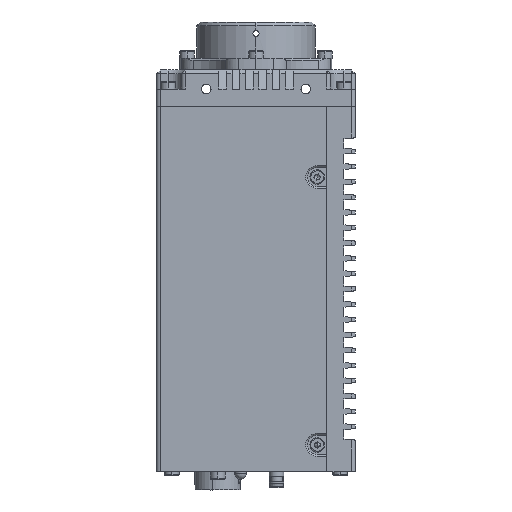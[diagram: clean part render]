
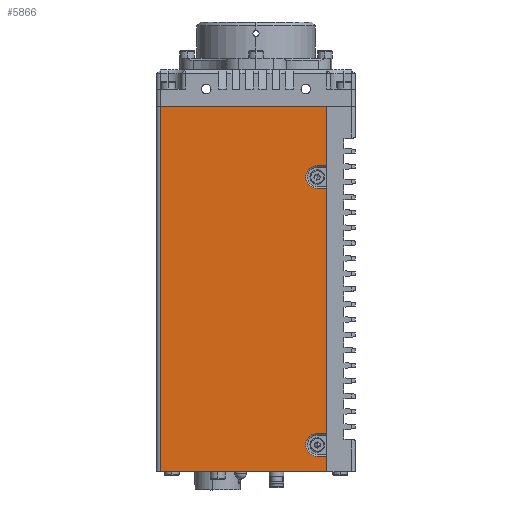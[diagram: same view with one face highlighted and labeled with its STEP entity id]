
A CAD part, left-side view. The second image highlights one B-rep face of the part: STEP entity #5866.
In plain terms, the highlighted planar face has unit normal (-1, 0, 0).
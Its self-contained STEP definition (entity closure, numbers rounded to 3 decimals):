
#417 = VECTOR ( 'NONE', #19117, 1000. ) ;
#463 = VECTOR ( 'NONE', #50345, 1000. ) ;
#1344 = EDGE_LOOP ( 'NONE', ( #1384, #25979, #11370, #25799, #10423, #23753, #40520, #46774, #27975, #40682, #48819, #49262 ) ) ;
#1384 = ORIENTED_EDGE ( 'NONE', *, *, #32652, .F. ) ;
#2991 = CARTESIAN_POINT ( 'NONE',  ( -69.669, -12.329, -28.927 ) ) ;
#4007 = LINE ( 'NONE', #12210, #39753 ) ;
#4049 = DIRECTION ( 'NONE',  ( -1., 0., 0. ) ) ;
#4396 = CARTESIAN_POINT ( 'NONE',  ( -69.669, 31.171, 66.573 ) ) ;
#5399 = EDGE_CURVE ( 'NONE', #28807, #43889, #46246, .T. ) ;
#5866 = ADVANCED_FACE ( 'NONE', ( #45829 ), #29895, .F. ) ;
#6030 = CARTESIAN_POINT ( 'NONE',  ( -69.669, -12.329, -28.927 ) ) ;
#6090 = DIRECTION ( 'NONE',  ( 0., -1., 0. ) ) ;
#6191 = VECTOR ( 'NONE', #22870, 1000. ) ;
#6724 = AXIS2_PLACEMENT_3D ( 'NONE', #34855, #4049, #19190 ) ;
#7375 = CARTESIAN_POINT ( 'NONE',  ( -69.669, -12.329, 51.073 ) ) ;
#7967 = VERTEX_POINT ( 'NONE', #28532 ) ;
#8883 = CARTESIAN_POINT ( 'NONE',  ( -69.669, -12.329, -18.927 ) ) ;
#8973 = DIRECTION ( 'NONE',  ( 0., 1., 0. ) ) ;
#9795 = EDGE_CURVE ( 'NONE', #15932, #50050, #42011, .T. ) ;
#10056 = EDGE_CURVE ( 'NONE', #7967, #37879, #14904, .T. ) ;
#10423 = ORIENTED_EDGE ( 'NONE', *, *, #43703, .F. ) ;
#11074 = AXIS2_PLACEMENT_3D ( 'NONE', #14495, #22455, #26044 ) ;
#11267 = CARTESIAN_POINT ( 'NONE',  ( -69.669, -12.329, 66.573 ) ) ;
#11370 = ORIENTED_EDGE ( 'NONE', *, *, #32915, .F. ) ;
#11452 = EDGE_CURVE ( 'NONE', #44024, #23603, #4007, .T. ) ;
#12210 = CARTESIAN_POINT ( 'NONE',  ( -69.669, -9.829, -18.927 ) ) ;
#13824 = CARTESIAN_POINT ( 'NONE',  ( -69.669, -12.329, -28.927 ) ) ;
#13915 = VECTOR ( 'NONE', #21565, 1000. ) ;
#14495 = CARTESIAN_POINT ( 'NONE',  ( -69.669, -9.829, -21.927 ) ) ;
#14904 = LINE ( 'NONE', #26694, #6191 ) ;
#15932 = VERTEX_POINT ( 'NONE', #48362 ) ;
#16953 = CARTESIAN_POINT ( 'NONE',  ( -69.669, -9.829, 51.073 ) ) ;
#17409 = VERTEX_POINT ( 'NONE', #4396 ) ;
#17467 = CARTESIAN_POINT ( 'NONE',  ( -69.669, -9.829, 51.073 ) ) ;
#18249 = VECTOR ( 'NONE', #8973, 1000. ) ;
#18651 = DIRECTION ( 'NONE',  ( 0., 0., -1. ) ) ;
#19002 = LINE ( 'NONE', #34642, #463 ) ;
#19117 = DIRECTION ( 'NONE',  ( 0., 1., 0. ) ) ;
#19190 = DIRECTION ( 'NONE',  ( 0., 0., -1. ) ) ;
#21565 = DIRECTION ( 'NONE',  ( 0., 1., 0. ) ) ;
#21799 = VECTOR ( 'NONE', #39037, 1000. ) ;
#22209 = DIRECTION ( 'NONE',  ( 0., 0., 1. ) ) ;
#22445 = DIRECTION ( 'NONE',  ( 1., 0., 0. ) ) ;
#22455 = DIRECTION ( 'NONE',  ( -1., 0., 0. ) ) ;
#22870 = DIRECTION ( 'NONE',  ( 0., -1., 0. ) ) ;
#23603 = VERTEX_POINT ( 'NONE', #33241 ) ;
#23753 = ORIENTED_EDGE ( 'NONE', *, *, #47291, .F. ) ;
#25220 = AXIS2_PLACEMENT_3D ( 'NONE', #6030, #22445, #22209 ) ;
#25799 = ORIENTED_EDGE ( 'NONE', *, *, #10056, .F. ) ;
#25979 = ORIENTED_EDGE ( 'NONE', *, *, #11452, .F. ) ;
#26044 = DIRECTION ( 'NONE',  ( 0., 0., -1. ) ) ;
#26432 = EDGE_CURVE ( 'NONE', #36230, #15932, #50737, .T. ) ;
#26694 = CARTESIAN_POINT ( 'NONE',  ( -69.669, -9.829, 45.073 ) ) ;
#26790 = LINE ( 'NONE', #30920, #417 ) ;
#27593 = DIRECTION ( 'NONE',  ( 0., 1., 0. ) ) ;
#27596 = EDGE_CURVE ( 'NONE', #28807, #17409, #26790, .T. ) ;
#27975 = ORIENTED_EDGE ( 'NONE', *, *, #49883, .T. ) ;
#28458 = VECTOR ( 'NONE', #39063, 1000. ) ;
#28532 = CARTESIAN_POINT ( 'NONE',  ( -69.669, -9.829, 45.073 ) ) ;
#28807 = VERTEX_POINT ( 'NONE', #11267 ) ;
#28986 = VERTEX_POINT ( 'NONE', #41241 ) ;
#29895 = PLANE ( 'NONE',  #25220 ) ;
#30764 = VECTOR ( 'NONE', #18651, 1000. ) ;
#30920 = CARTESIAN_POINT ( 'NONE',  ( -69.669, -12.329, 66.573 ) ) ;
#32304 = VECTOR ( 'NONE', #6090, 1000. ) ;
#32634 = CARTESIAN_POINT ( 'NONE',  ( -69.669, -12.329, -28.927 ) ) ;
#32652 = EDGE_CURVE ( 'NONE', #23603, #36230, #33193, .T. ) ;
#32915 = EDGE_CURVE ( 'NONE', #37879, #44024, #19002, .T. ) ;
#33193 = CIRCLE ( 'NONE', #11074, 3. ) ;
#33241 = CARTESIAN_POINT ( 'NONE',  ( -69.669, -9.829, -18.927 ) ) ;
#34642 = CARTESIAN_POINT ( 'NONE',  ( -69.669, -12.329, -28.927 ) ) ;
#34855 = CARTESIAN_POINT ( 'NONE',  ( -69.669, -9.829, 48.073 ) ) ;
#36230 = VERTEX_POINT ( 'NONE', #41899 ) ;
#37879 = VERTEX_POINT ( 'NONE', #39559 ) ;
#39037 = DIRECTION ( 'NONE',  ( 0., 0., -1. ) ) ;
#39063 = DIRECTION ( 'NONE',  ( 0., 0., -1. ) ) ;
#39559 = CARTESIAN_POINT ( 'NONE',  ( -69.669, -12.329, 45.073 ) ) ;
#39753 = VECTOR ( 'NONE', #27593, 1000. ) ;
#40078 = LINE ( 'NONE', #32634, #13915 ) ;
#40520 = ORIENTED_EDGE ( 'NONE', *, *, #5399, .F. ) ;
#40682 = ORIENTED_EDGE ( 'NONE', *, *, #41437, .F. ) ;
#41241 = CARTESIAN_POINT ( 'NONE',  ( -69.669, 31.171, -28.927 ) ) ;
#41437 = EDGE_CURVE ( 'NONE', #50050, #28986, #40078, .T. ) ;
#41483 = VERTEX_POINT ( 'NONE', #17467 ) ;
#41899 = CARTESIAN_POINT ( 'NONE',  ( -69.669, -9.829, -24.927 ) ) ;
#42011 = LINE ( 'NONE', #2991, #30764 ) ;
#42389 = CARTESIAN_POINT ( 'NONE',  ( -69.669, 31.171, -28.927 ) ) ;
#43703 = EDGE_CURVE ( 'NONE', #41483, #7967, #45294, .T. ) ;
#43889 = VERTEX_POINT ( 'NONE', #7375 ) ;
#44024 = VERTEX_POINT ( 'NONE', #8883 ) ;
#44944 = LINE ( 'NONE', #16953, #18249 ) ;
#45294 = CIRCLE ( 'NONE', #6724, 3. ) ;
#45829 = FACE_OUTER_BOUND ( 'NONE', #1344, .T. ) ;
#46246 = LINE ( 'NONE', #50664, #28458 ) ;
#46774 = ORIENTED_EDGE ( 'NONE', *, *, #27596, .T. ) ;
#47291 = EDGE_CURVE ( 'NONE', #43889, #41483, #44944, .T. ) ;
#48362 = CARTESIAN_POINT ( 'NONE',  ( -69.669, -12.329, -24.927 ) ) ;
#48819 = ORIENTED_EDGE ( 'NONE', *, *, #9795, .F. ) ;
#49253 = CARTESIAN_POINT ( 'NONE',  ( -69.669, -9.829, -24.927 ) ) ;
#49262 = ORIENTED_EDGE ( 'NONE', *, *, #26432, .F. ) ;
#49866 = LINE ( 'NONE', #42389, #21799 ) ;
#49883 = EDGE_CURVE ( 'NONE', #17409, #28986, #49866, .T. ) ;
#50050 = VERTEX_POINT ( 'NONE', #13824 ) ;
#50345 = DIRECTION ( 'NONE',  ( 0., 0., -1. ) ) ;
#50664 = CARTESIAN_POINT ( 'NONE',  ( -69.669, -12.329, -28.927 ) ) ;
#50737 = LINE ( 'NONE', #49253, #32304 ) ;
